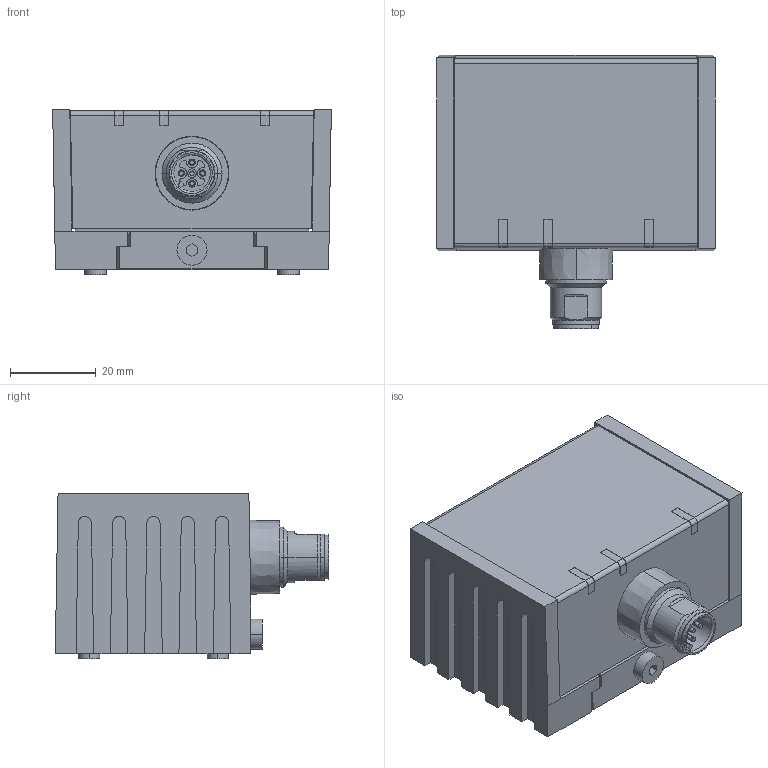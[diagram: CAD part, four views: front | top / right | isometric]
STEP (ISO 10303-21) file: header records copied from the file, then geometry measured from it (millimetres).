
FILE_DESCRIPTION((''),'2;1');
FILE_NAME('DM_CAD-2156_SW0001','2015-08-03T',('Creinig-se'),(''),'PRO/ENGINEER BY PARAMETRIC TECHNOLOGY CORPORATION, 2013050','PRO/ENGINEER BY PARAMETRIC TECHNOLOGY CORPORATION, 2013050','');
FILE_SCHEMA(('CONFIG_CONTROL_DESIGN'));
Length unit declared in the file: millimetre
Products named in the file (1): DM_CAD-2156_SW0001
Bounding box: 65 x 63.79 x 38.49 mm (x, y, z)
Volume: 98643 mm3; surface area: 33146.1 mm2
Topology: 6 solids, 8 shells, 582 faces, 1590 edges, 1033 vertices
Faces by surface type: plane 389, cylinder 117, cone 62, torus 14
Entity records: 21757 total; most frequent: CARTESIAN_POINT 4193, ORIENTED_EDGE 3180, DIRECTION 3010, EDGE_CURVE 1590, VECTOR 1202, LINE 1202, VERTEX_POINT 1033, AXIS2_PLACEMENT_3D 904
